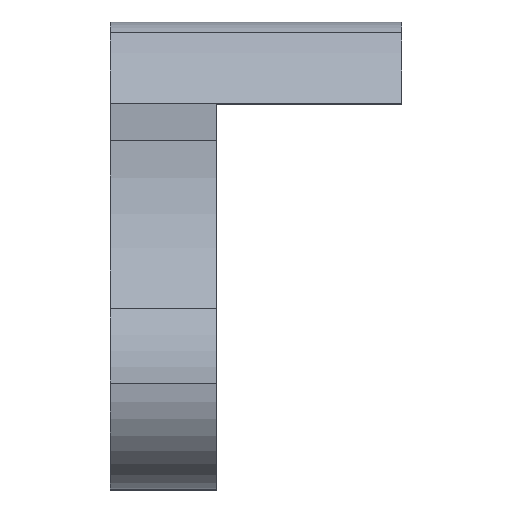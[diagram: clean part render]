
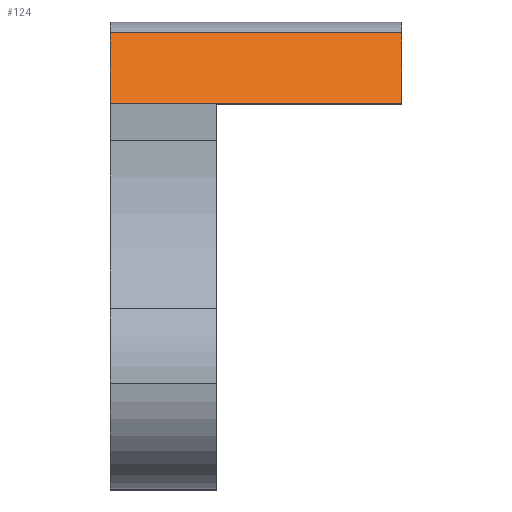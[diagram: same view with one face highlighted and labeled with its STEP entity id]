
A CAD part, top view. The second image highlights one B-rep face of the part: STEP entity #124.
In plain terms, the highlighted cylindrical face has radius 7.859 mm (diameter 15.718 mm), a partial arc.
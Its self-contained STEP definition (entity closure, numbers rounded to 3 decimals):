
#24 = CIRCLE ( 'NONE', #403, 7.859 ) ;
#45 = LINE ( 'NONE', #683, #441 ) ;
#77 = VERTEX_POINT ( 'NONE', #471 ) ;
#82 = EDGE_CURVE ( 'NONE', #77, #832, #24, .T. ) ;
#101 = VECTOR ( 'NONE', #122, 1000. ) ;
#122 = DIRECTION ( 'NONE',  ( -1., 0., 0. ) ) ;
#124 = ADVANCED_FACE ( 'NONE', ( #767 ), #150, .T. ) ;
#145 = VECTOR ( 'NONE', #899, 1000. ) ;
#147 = CARTESIAN_POINT ( 'NONE',  ( 10., 12.683, 11.757 ) ) ;
#150 = CYLINDRICAL_SURFACE ( 'NONE', #816, 7.859 ) ;
#215 = ORIENTED_EDGE ( 'NONE', *, *, #778, .T. ) ;
#228 = DIRECTION ( 'NONE',  ( -1., 0., 0. ) ) ;
#277 = CARTESIAN_POINT ( 'NONE',  ( -8.197, 12.683, 11.757 ) ) ;
#284 = VERTEX_POINT ( 'NONE', #858 ) ;
#338 = ORIENTED_EDGE ( 'NONE', *, *, #82, .F. ) ;
#358 = EDGE_CURVE ( 'NONE', #388, #284, #813, .T. ) ;
#388 = VERTEX_POINT ( 'NONE', #750 ) ;
#392 = DIRECTION ( 'NONE',  ( 1., 0., 0. ) ) ;
#403 = AXIS2_PLACEMENT_3D ( 'NONE', #615, #228, #854 ) ;
#420 = DIRECTION ( 'NONE',  ( -1., 0., 0. ) ) ;
#425 = CARTESIAN_POINT ( 'NONE',  ( 10., 10., 14. ) ) ;
#427 = DIRECTION ( 'NONE',  ( 0., 1., 0. ) ) ;
#441 = VECTOR ( 'NONE', #876, 1000. ) ;
#471 = CARTESIAN_POINT ( 'NONE',  ( -1., 10., 14. ) ) ;
#503 = CARTESIAN_POINT ( 'NONE',  ( 10., 6.427, 7. ) ) ;
#594 = EDGE_LOOP ( 'NONE', ( #944, #702, #338, #215, #633 ) ) ;
#615 = CARTESIAN_POINT ( 'NONE',  ( -1., 6.427, 7. ) ) ;
#633 = ORIENTED_EDGE ( 'NONE', *, *, #358, .T. ) ;
#654 = CIRCLE ( 'NONE', #942, 7.859 ) ;
#683 = CARTESIAN_POINT ( 'NONE',  ( -7.071, 10., 14. ) ) ;
#684 = EDGE_CURVE ( 'NONE', #707, #832, #833, .T. ) ;
#695 = DIRECTION ( 'NONE',  ( 0., 1., 0. ) ) ;
#702 = ORIENTED_EDGE ( 'NONE', *, *, #684, .T. ) ;
#707 = VERTEX_POINT ( 'NONE', #147 ) ;
#750 = CARTESIAN_POINT ( 'NONE',  ( 3., 10., 14. ) ) ;
#767 = FACE_OUTER_BOUND ( 'NONE', #594, .T. ) ;
#772 = CARTESIAN_POINT ( 'NONE',  ( -8.197, 6.427, 7. ) ) ;
#778 = EDGE_CURVE ( 'NONE', #77, #388, #45, .T. ) ;
#813 = LINE ( 'NONE', #425, #145 ) ;
#816 = AXIS2_PLACEMENT_3D ( 'NONE', #772, #392, #695 ) ;
#832 = VERTEX_POINT ( 'NONE', #923 ) ;
#833 = LINE ( 'NONE', #277, #101 ) ;
#854 = DIRECTION ( 'NONE',  ( 0., 0., 1. ) ) ;
#858 = CARTESIAN_POINT ( 'NONE',  ( 10., 10., 14. ) ) ;
#876 = DIRECTION ( 'NONE',  ( 1., 0., 0. ) ) ;
#899 = DIRECTION ( 'NONE',  ( 1., 0., 0. ) ) ;
#923 = CARTESIAN_POINT ( 'NONE',  ( -1., 12.683, 11.757 ) ) ;
#942 = AXIS2_PLACEMENT_3D ( 'NONE', #503, #420, #427 ) ;
#944 = ORIENTED_EDGE ( 'NONE', *, *, #963, .T. ) ;
#963 = EDGE_CURVE ( 'NONE', #284, #707, #654, .T. ) ;
